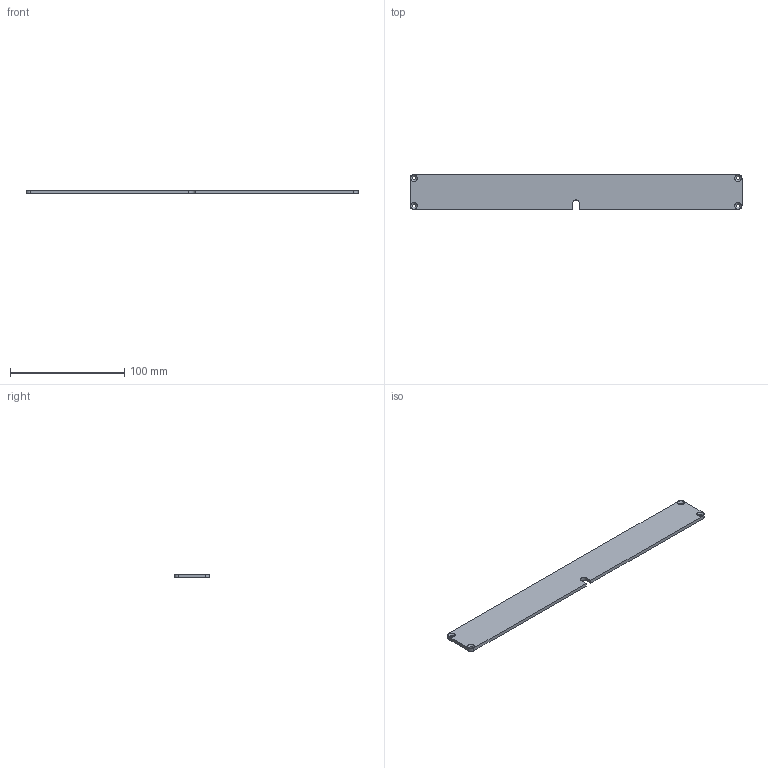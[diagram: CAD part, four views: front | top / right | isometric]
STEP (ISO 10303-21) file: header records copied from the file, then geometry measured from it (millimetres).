
FILE_DESCRIPTION(/* description */ (''),/* implementation_level */ '2;1');
FILE_NAME(/* name */ 'MC-76K-Back-Basic.step',/* time_stamp */ '2019-08-01T23:25:10+07:00',/* author */ (''),/* organization */ (''),/* preprocessor_version */ 'ST-DEVELOPER v18',/* originating_system */ 'Autodesk Translation Framework v8.2.0.1029',/* authorisation */ '');
FILE_SCHEMA (('AUTOMOTIVE_DESIGN { 1 0 10303 214 3 1 1 }'));
Length unit declared in the file: millimetre
Products named in the file (2): MC-76K-Back-Basic; Back Cover
Assembly tree (1 placements, depth 2):
  MC-76K-Back-Basic
    Back Cover
Bounding box: 290.32 x 31 x 3 mm (x, y, z)
Volume: 26685 mm3; surface area: 19872.9 mm2
Topology: 1 solids, 1 shells, 22 faces, 68 edges, 48 vertices
Faces by surface type: cylinder 9, plane 9, cone 4
Full cylindrical faces by diameter (mm): 3 x4
Entity records: 866 total; most frequent: DIRECTION 152, CARTESIAN_POINT 141, ORIENTED_EDGE 136, EDGE_CURVE 68, AXIS2_PLACEMENT_3D 59, VERTEX_POINT 48, LINE 34, VECTOR 34
